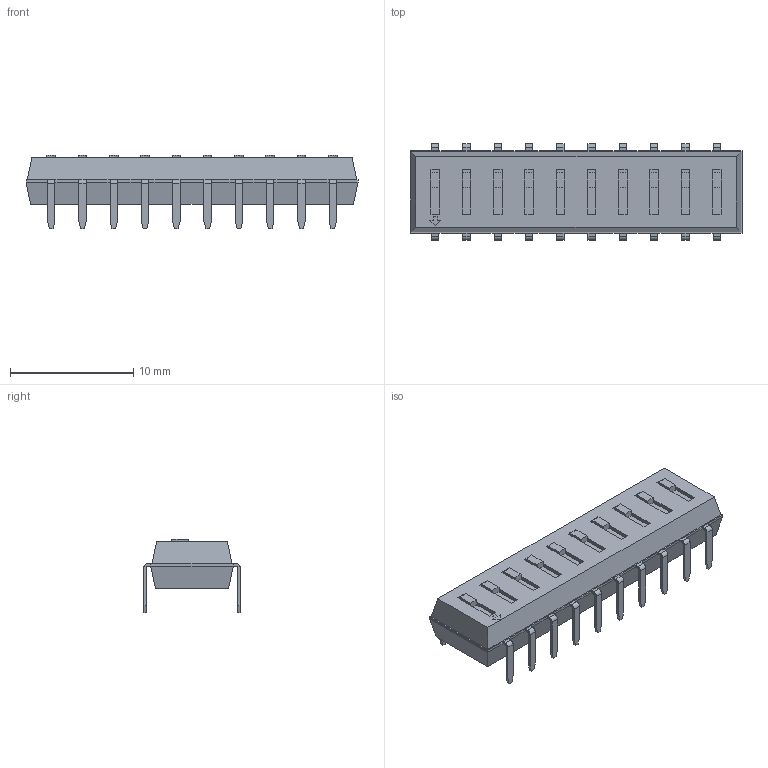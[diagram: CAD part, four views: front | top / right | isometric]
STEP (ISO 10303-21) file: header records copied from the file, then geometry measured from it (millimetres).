
FILE_DESCRIPTION(/* description */ ('model of SW_DIP_SPSTx10_Slide_6.7x26.96mm_W7.62mm_P2.54mm_LowProfile'),/* implementation_level */ '2;1');
FILE_NAME(/* name */ 'SW_DIP_SPSTx10_Slide_6.7x26.96mm_W7.62mm_P2.54mm_LowProfile.step',/* time_stamp */ '2018-12-27T21:36:50',/* author */ ('Terje Io','https://github.com/terjeio'),/* organization */ ('FreeCAD'),/* preprocessor_version */ 'OCC',/* originating_system */ 'kicad StepUp',/* authorisation */ '');
FILE_SCHEMA(('AUTOMOTIVE_DESIGN { 1 0 10303 214 1 1 1 1 }'));
Length unit declared in the file: millimetre
Products named in the file (1): SW_DIP_SPSTx10_Slide_67x2696mm_W762mm_P254mm_LowProfile
Bounding box: 26.96 x 7.82 x 6 mm (x, y, z)
Volume: 635.6 mm3; surface area: 727.9 mm2
Topology: 1 solids, 1 shells, 429 faces, 1083 edges, 667 vertices
Faces by surface type: plane 317, cylinder 60, bspline 52
Entity records: 8023 total; most frequent: ORIENTED_EDGE 1651, CARTESIAN_POINT 1140, EDGE_CURVE 1083, LINE 707, VERTEX_POINT 667, FACE_BOUND 440, EDGE_LOOP 439, AXIS2_PLACEMENT_3D 438
